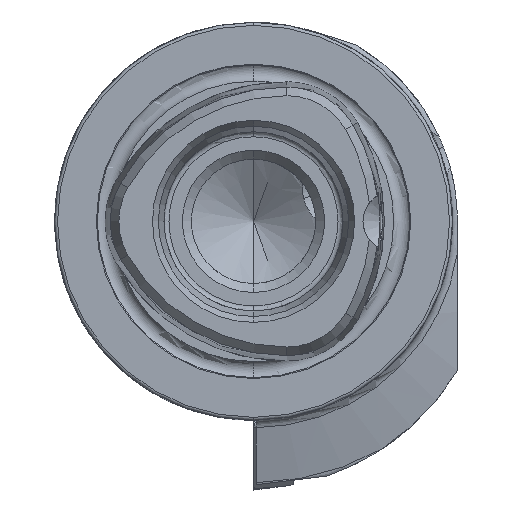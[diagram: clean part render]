
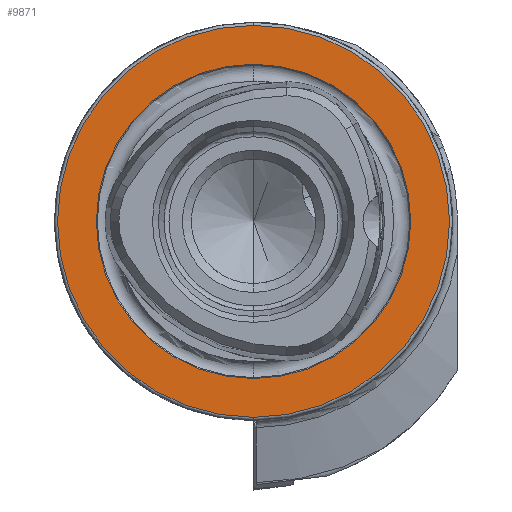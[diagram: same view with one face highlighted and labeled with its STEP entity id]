
A CAD part, left-side view. The second image highlights one B-rep face of the part: STEP entity #9871.
In plain terms, the highlighted planar face has unit normal (-1, 0, 0).
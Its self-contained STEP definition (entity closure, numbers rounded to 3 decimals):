
#163 = AXIS2_PLACEMENT_3D ( 'NONE', #5137, #10093, #1128 ) ;
#499 = CARTESIAN_POINT ( 'NONE',  ( 0., 15.8, 0. ) ) ;
#514 = CIRCLE ( 'NONE', #4426, 15.8 ) ;
#524 = EDGE_CURVE ( 'NONE', #3926, #8780, #4034, .T. ) ;
#1128 = DIRECTION ( 'NONE',  ( 0., 0., 1. ) ) ;
#1210 = PLANE ( 'NONE',  #5555 ) ;
#1480 = VERTEX_POINT ( 'NONE', #4314 ) ;
#1973 = CARTESIAN_POINT ( 'NONE',  ( 0., 0., 0. ) ) ;
#2019 = ORIENTED_EDGE ( 'NONE', *, *, #6826, .T. ) ;
#2110 = CARTESIAN_POINT ( 'NONE',  ( 0., 0., -15.8 ) ) ;
#2244 = FACE_OUTER_BOUND ( 'NONE', #9920, .T. ) ;
#2256 = ORIENTED_EDGE ( 'NONE', *, *, #7610, .F. ) ;
#2648 = EDGE_CURVE ( 'NONE', #3249, #1480, #8175, .T. ) ;
#3080 = EDGE_LOOP ( 'NONE', ( #2256, #8319 ) ) ;
#3249 = VERTEX_POINT ( 'NONE', #2110 ) ;
#3502 = DIRECTION ( 'NONE',  ( 0., 0., 1. ) ) ;
#3849 = DIRECTION ( 'NONE',  ( 0., 0., 1. ) ) ;
#3926 = VERTEX_POINT ( 'NONE', #9174 ) ;
#4034 = CIRCLE ( 'NONE', #10313, 19.7 ) ;
#4183 = CARTESIAN_POINT ( 'NONE',  ( 0., 0., 0. ) ) ;
#4314 = CARTESIAN_POINT ( 'NONE',  ( 0., 0., 15.8 ) ) ;
#4426 = AXIS2_PLACEMENT_3D ( 'NONE', #7044, #5526, #3849 ) ;
#5050 = DIRECTION ( 'NONE',  ( 0., 0., 1. ) ) ;
#5137 = CARTESIAN_POINT ( 'NONE',  ( 0., 0., 0. ) ) ;
#5224 = FACE_BOUND ( 'NONE', #3080, .T. ) ;
#5526 = DIRECTION ( 'NONE',  ( -1., 0., 0. ) ) ;
#5555 = AXIS2_PLACEMENT_3D ( 'NONE', #499, #6801, #6106 ) ;
#5695 = CARTESIAN_POINT ( 'NONE',  ( 0., 0., -19.7 ) ) ;
#5920 = DIRECTION ( 'NONE',  ( -1., 0., 0. ) ) ;
#6106 = DIRECTION ( 'NONE',  ( 0., 0., -1. ) ) ;
#6801 = DIRECTION ( 'NONE',  ( 1., 0., 0. ) ) ;
#6826 = EDGE_CURVE ( 'NONE', #8780, #3926, #9573, .T. ) ;
#7044 = CARTESIAN_POINT ( 'NONE',  ( 0., 0., 0. ) ) ;
#7610 = EDGE_CURVE ( 'NONE', #1480, #3249, #514, .T. ) ;
#8175 = CIRCLE ( 'NONE', #163, 15.8 ) ;
#8319 = ORIENTED_EDGE ( 'NONE', *, *, #2648, .F. ) ;
#8336 = DIRECTION ( 'NONE',  ( -1., 0., 0. ) ) ;
#8780 = VERTEX_POINT ( 'NONE', #5695 ) ;
#9174 = CARTESIAN_POINT ( 'NONE',  ( 0., 0., 19.7 ) ) ;
#9353 = AXIS2_PLACEMENT_3D ( 'NONE', #4183, #8336, #5050 ) ;
#9573 = CIRCLE ( 'NONE', #9353, 19.7 ) ;
#9648 = ORIENTED_EDGE ( 'NONE', *, *, #524, .T. ) ;
#9871 = ADVANCED_FACE ( 'NONE', ( #5224, #2244 ), #1210, .F. ) ;
#9920 = EDGE_LOOP ( 'NONE', ( #9648, #2019 ) ) ;
#10093 = DIRECTION ( 'NONE',  ( -1., 0., 0. ) ) ;
#10313 = AXIS2_PLACEMENT_3D ( 'NONE', #1973, #5920, #3502 ) ;
